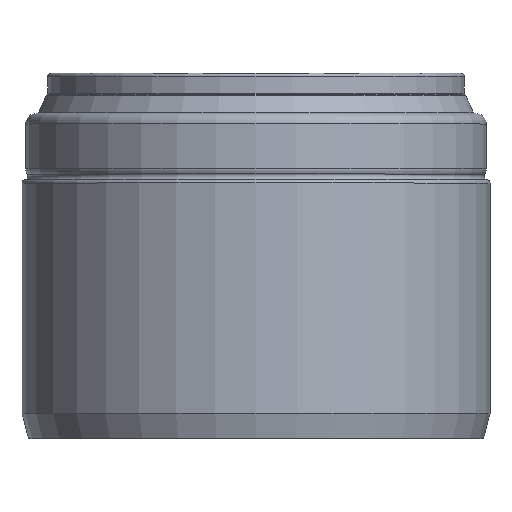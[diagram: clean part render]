
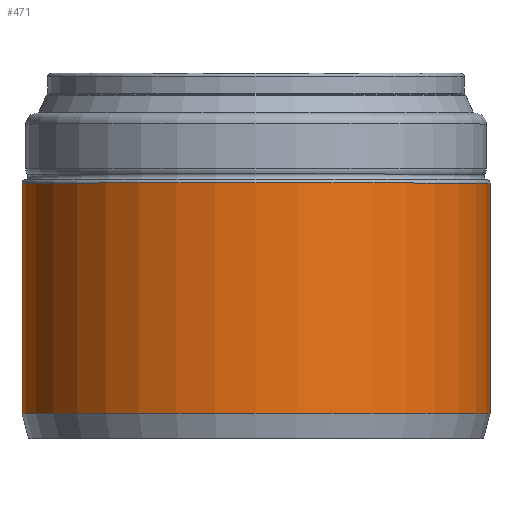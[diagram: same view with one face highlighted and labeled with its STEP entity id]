
A CAD part, top view. The second image highlights one B-rep face of the part: STEP entity #471.
In plain terms, the highlighted cylindrical face has radius 66 mm (diameter 132 mm), a full revolution.
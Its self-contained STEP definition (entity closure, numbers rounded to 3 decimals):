
#31=CYLINDRICAL_SURFACE('',#553,66.);
#76=FACE_BOUND('',#197,.T.);
#118=FACE_OUTER_BOUND('',#196,.T.);
#196=EDGE_LOOP('',(#406));
#197=EDGE_LOOP('',(#407));
#245=CIRCLE('',#552,66.);
#246=CIRCLE('',#554,66.);
#287=VERTEX_POINT('',#844);
#288=VERTEX_POINT('',#847);
#329=EDGE_CURVE('',#287,#287,#245,.T.);
#330=EDGE_CURVE('',#288,#288,#246,.T.);
#406=ORIENTED_EDGE('',*,*,#330,.F.);
#407=ORIENTED_EDGE('',*,*,#329,.T.);
#471=ADVANCED_FACE('',(#118,#76),#31,.T.);
#552=AXIS2_PLACEMENT_3D('',#845,#711,#712);
#553=AXIS2_PLACEMENT_3D('',#846,#713,#714);
#554=AXIS2_PLACEMENT_3D('',#848,#715,#716);
#711=DIRECTION('center_axis',(0.,-1.,0.));
#712=DIRECTION('ref_axis',(1.,0.,0.));
#713=DIRECTION('center_axis',(0.,-1.,0.));
#714=DIRECTION('ref_axis',(1.,0.,0.));
#715=DIRECTION('center_axis',(0.,-1.,0.));
#716=DIRECTION('ref_axis',(1.,0.,0.));
#844=CARTESIAN_POINT('',(66.,72.,0.));
#845=CARTESIAN_POINT('Origin',(0.,72.,0.));
#846=CARTESIAN_POINT('Origin',(0.,39.5,0.));
#847=CARTESIAN_POINT('',(66.,7.,0.));
#848=CARTESIAN_POINT('Origin',(0.,7.,0.));
